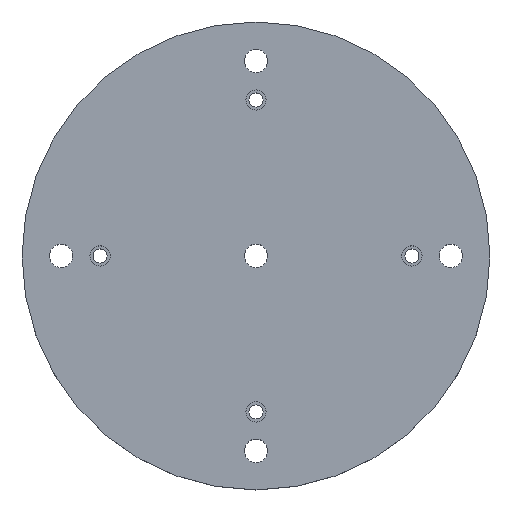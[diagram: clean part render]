
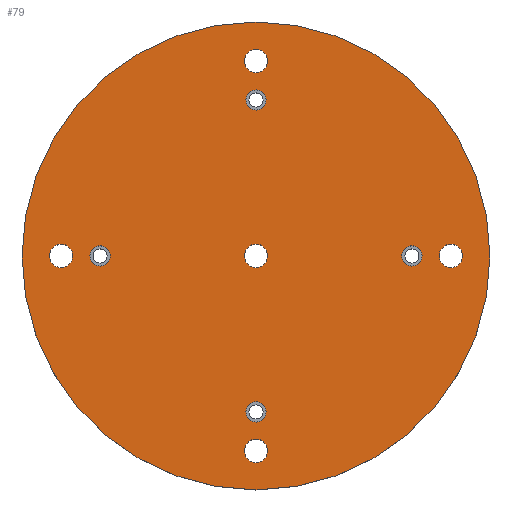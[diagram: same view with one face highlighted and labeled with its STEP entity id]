
A CAD part, top view. The second image highlights one B-rep face of the part: STEP entity #79.
In plain terms, the highlighted planar face has unit normal (0, 0, 1).
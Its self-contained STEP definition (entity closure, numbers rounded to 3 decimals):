
#79 = ADVANCED_FACE( '', ( #116, #117, #118, #119, #120, #121, #122, #123, #124, #125 ), #126, .T. );
#116 = FACE_BOUND( '', #192, .T. );
#117 = FACE_BOUND( '', #193, .T. );
#118 = FACE_BOUND( '', #194, .T. );
#119 = FACE_BOUND( '', #195, .T. );
#120 = FACE_BOUND( '', #196, .T. );
#121 = FACE_BOUND( '', #197, .T. );
#122 = FACE_BOUND( '', #198, .T. );
#123 = FACE_BOUND( '', #199, .T. );
#124 = FACE_BOUND( '', #200, .T. );
#125 = FACE_OUTER_BOUND( '', #201, .T. );
#126 = PLANE( '', #202 );
#192 = EDGE_LOOP( '', ( #276 ) );
#193 = EDGE_LOOP( '', ( #277 ) );
#194 = EDGE_LOOP( '', ( #278 ) );
#195 = EDGE_LOOP( '', ( #279 ) );
#196 = EDGE_LOOP( '', ( #280 ) );
#197 = EDGE_LOOP( '', ( #281 ) );
#198 = EDGE_LOOP( '', ( #282 ) );
#199 = EDGE_LOOP( '', ( #283 ) );
#200 = EDGE_LOOP( '', ( #284 ) );
#201 = EDGE_LOOP( '', ( #285 ) );
#202 = AXIS2_PLACEMENT_3D( '', #286, #287, #288 );
#276 = ORIENTED_EDGE( '', *, *, #377, .T. );
#277 = ORIENTED_EDGE( '', *, *, #378, .T. );
#278 = ORIENTED_EDGE( '', *, *, #379, .T. );
#279 = ORIENTED_EDGE( '', *, *, #380, .T. );
#280 = ORIENTED_EDGE( '', *, *, #381, .T. );
#281 = ORIENTED_EDGE( '', *, *, #382, .T. );
#282 = ORIENTED_EDGE( '', *, *, #383, .T. );
#283 = ORIENTED_EDGE( '', *, *, #384, .T. );
#284 = ORIENTED_EDGE( '', *, *, #385, .T. );
#285 = ORIENTED_EDGE( '', *, *, #364, .T. );
#286 = CARTESIAN_POINT( '', ( 0., 0., 50. ) );
#287 = DIRECTION( '', ( 0., 0., 1. ) );
#288 = DIRECTION( '', ( 1., 0., 0. ) );
#364 = EDGE_CURVE( '', #392, #392, #393, .T. );
#377 = EDGE_CURVE( '', #418, #418, #419, .T. );
#378 = EDGE_CURVE( '', #420, #420, #421, .T. );
#379 = EDGE_CURVE( '', #422, #422, #423, .T. );
#380 = EDGE_CURVE( '', #424, #424, #425, .T. );
#381 = EDGE_CURVE( '', #426, #426, #427, .T. );
#382 = EDGE_CURVE( '', #428, #428, #429, .T. );
#383 = EDGE_CURVE( '', #430, #430, #431, .T. );
#384 = EDGE_CURVE( '', #432, #432, #433, .T. );
#385 = EDGE_CURVE( '', #434, #434, #435, .T. );
#392 = VERTEX_POINT( '', #448 );
#393 = CIRCLE( '', #449, 300. );
#418 = VERTEX_POINT( '', #474 );
#419 = CIRCLE( '', #475, 15. );
#420 = VERTEX_POINT( '', #476 );
#421 = CIRCLE( '', #477, 15. );
#422 = VERTEX_POINT( '', #478 );
#423 = CIRCLE( '', #479, 15. );
#424 = VERTEX_POINT( '', #480 );
#425 = CIRCLE( '', #481, 15. );
#426 = VERTEX_POINT( '', #482 );
#427 = CIRCLE( '', #483, 15. );
#428 = VERTEX_POINT( '', #484 );
#429 = CIRCLE( '', #485, 13. );
#430 = VERTEX_POINT( '', #486 );
#431 = CIRCLE( '', #487, 13. );
#432 = VERTEX_POINT( '', #488 );
#433 = CIRCLE( '', #489, 13. );
#434 = VERTEX_POINT( '', #490 );
#435 = CIRCLE( '', #491, 13. );
#448 = CARTESIAN_POINT( '', ( 300., 0., 50. ) );
#449 = AXIS2_PLACEMENT_3D( '', #504, #505, #506 );
#474 = CARTESIAN_POINT( '', ( 0., -15., 50. ) );
#475 = AXIS2_PLACEMENT_3D( '', #543, #544, #545 );
#476 = CARTESIAN_POINT( '', ( -250., -15., 50. ) );
#477 = AXIS2_PLACEMENT_3D( '', #546, #547, #548 );
#478 = CARTESIAN_POINT( '', ( 0., -265., 50. ) );
#479 = AXIS2_PLACEMENT_3D( '', #549, #550, #551 );
#480 = CARTESIAN_POINT( '', ( 250., -15., 50. ) );
#481 = AXIS2_PLACEMENT_3D( '', #552, #553, #554 );
#482 = CARTESIAN_POINT( '', ( 0., 235., 50. ) );
#483 = AXIS2_PLACEMENT_3D( '', #555, #556, #557 );
#484 = CARTESIAN_POINT( '', ( 0., -213., 50. ) );
#485 = AXIS2_PLACEMENT_3D( '', #558, #559, #560 );
#486 = CARTESIAN_POINT( '', ( 0., 187., 50. ) );
#487 = AXIS2_PLACEMENT_3D( '', #561, #562, #563 );
#488 = CARTESIAN_POINT( '', ( 200., -13., 50. ) );
#489 = AXIS2_PLACEMENT_3D( '', #564, #565, #566 );
#490 = CARTESIAN_POINT( '', ( -200., -13., 50. ) );
#491 = AXIS2_PLACEMENT_3D( '', #567, #568, #569 );
#504 = CARTESIAN_POINT( '', ( 0., 0., 50. ) );
#505 = DIRECTION( '', ( 0., 0., 1. ) );
#506 = DIRECTION( '', ( 1., 0., 0. ) );
#543 = CARTESIAN_POINT( '', ( 0., 0., 50. ) );
#544 = DIRECTION( '', ( 0., 0., -1. ) );
#545 = DIRECTION( '', ( 0., -1., 0. ) );
#546 = CARTESIAN_POINT( '', ( -250., 0., 50. ) );
#547 = DIRECTION( '', ( 0., 0., -1. ) );
#548 = DIRECTION( '', ( 0., -1., 0. ) );
#549 = CARTESIAN_POINT( '', ( 0., -250., 50. ) );
#550 = DIRECTION( '', ( 0., 0., -1. ) );
#551 = DIRECTION( '', ( 0., -1., 0. ) );
#552 = CARTESIAN_POINT( '', ( 250., 0., 50. ) );
#553 = DIRECTION( '', ( 0., 0., -1. ) );
#554 = DIRECTION( '', ( 0., -1., 0. ) );
#555 = CARTESIAN_POINT( '', ( 0., 250., 50. ) );
#556 = DIRECTION( '', ( 0., 0., -1. ) );
#557 = DIRECTION( '', ( 0., -1., 0. ) );
#558 = CARTESIAN_POINT( '', ( 0., -200., 50. ) );
#559 = DIRECTION( '', ( 0., 0., -1. ) );
#560 = DIRECTION( '', ( 0., -1., 0. ) );
#561 = CARTESIAN_POINT( '', ( 0., 200., 50. ) );
#562 = DIRECTION( '', ( 0., 0., -1. ) );
#563 = DIRECTION( '', ( 0., -1., 0. ) );
#564 = CARTESIAN_POINT( '', ( 200., 0., 50. ) );
#565 = DIRECTION( '', ( 0., 0., -1. ) );
#566 = DIRECTION( '', ( 0., -1., 0. ) );
#567 = CARTESIAN_POINT( '', ( -200., 0., 50. ) );
#568 = DIRECTION( '', ( 0., 0., -1. ) );
#569 = DIRECTION( '', ( 0., -1., 0. ) );
